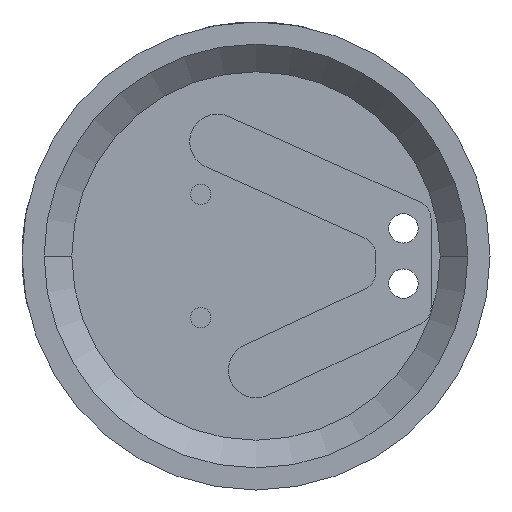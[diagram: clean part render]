
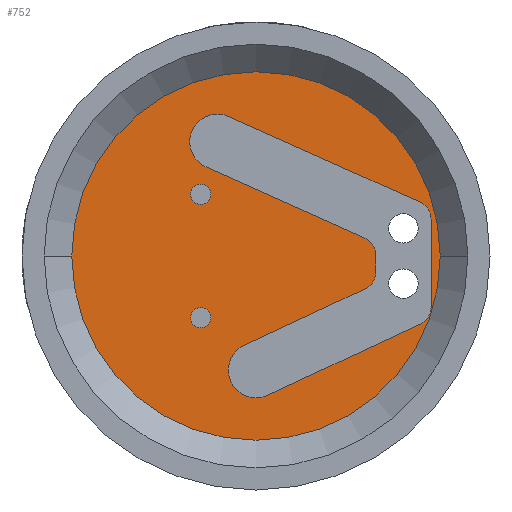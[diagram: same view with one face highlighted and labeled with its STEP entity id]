
A CAD part, front view. The second image highlights one B-rep face of the part: STEP entity #752.
In plain terms, the highlighted planar face has unit normal (0, -1, 0).
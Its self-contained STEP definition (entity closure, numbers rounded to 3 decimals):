
#1=CARTESIAN_POINT('',(-3.,0.,3.35));
#2=DIRECTION('',(0.,1.,0.));
#3=DIRECTION('',(-1.,0.,0.));
#4=AXIS2_PLACEMENT_3D('',#1,#2,#3);
#6=CARTESIAN_POINT('',(-3.,0.,3.35));
#7=DIRECTION('',(0.,1.,0.));
#8=DIRECTION('',(1.,0.,0.));
#9=AXIS2_PLACEMENT_3D('',#6,#7,#8);
#11=CARTESIAN_POINT('',(-3.,0.,-3.35));
#12=DIRECTION('',(0.,-1.,0.));
#13=DIRECTION('',(-1.,0.,0.));
#14=AXIS2_PLACEMENT_3D('',#11,#12,#13);
#16=CARTESIAN_POINT('',(-3.,0.,-3.35));
#17=DIRECTION('',(0.,-1.,0.));
#18=DIRECTION('',(1.,0.,0.));
#19=AXIS2_PLACEMENT_3D('',#16,#17,#18);
#21=CARTESIAN_POINT('',(0.,0.,
0.));
#22=DIRECTION('',(0.,-1.,0.));
#23=DIRECTION('',(0.,0.,-1.));
#24=AXIS2_PLACEMENT_3D('',#21,#22,#23);
#26=CARTESIAN_POINT('',(0.,0.,
0.));
#27=DIRECTION('',(0.,-1.,0.));
#28=DIRECTION('',(0.,0.,1.));
#29=AXIS2_PLACEMENT_3D('',#26,#27,#28);
#31=CARTESIAN_POINT('',(5.5,0.,0.063));
#32=DIRECTION('',(0.,-1.,0.));
#33=DIRECTION('',(1.,0.,0.));
#34=AXIS2_PLACEMENT_3D('',#31,#32,#33);
#36=DIRECTION('',(0.,0.,-1.));
#37=VECTOR('',#36,0.938);
#38=CARTESIAN_POINT('',(6.5,0.,0.063));
#39=LINE('',#38,#37);
#40=CARTESIAN_POINT('',(5.5,0.,-0.875));
#41=DIRECTION('',(0.,-1.,0.));
#42=DIRECTION('',(0.423,0.,-0.906));
#43=AXIS2_PLACEMENT_3D('',#40,#41,#42);
#45=DIRECTION('',(-0.906,0.,-0.423));
#46=VECTOR('',#45,7.236);
#47=CARTESIAN_POINT('',(5.923,0.,-1.781));
#48=LINE('',#47,#46);
#49=CARTESIAN_POINT('',(0.,0.,-6.2));
#50=DIRECTION('',(0.,-1.,0.));
#51=DIRECTION('',(-0.423,0.,0.906));
#52=AXIS2_PLACEMENT_3D('',#49,#50,#51);
#54=DIRECTION('',(0.906,0.,0.423));
#55=VECTOR('',#54,9.146);
#56=CARTESIAN_POINT('',(0.634,0.,-7.559));
#57=LINE('',#56,#55);
#58=DIRECTION('',(0.,0.,1.));
#59=VECTOR('',#58,4.794);
#60=CARTESIAN_POINT('',(9.5,0.,-2.786));
#61=LINE('',#60,#59);
#62=DIRECTION('',(-0.913,0.,0.408));
#63=VECTOR('',#62,11.388);
#64=CARTESIAN_POINT('',(8.908,0.,2.921));
#65=LINE('',#64,#63);
#66=CARTESIAN_POINT('',(-2.1,0.,6.2));
#67=DIRECTION('',(0.,-1.,0.));
#68=DIRECTION('',(0.408,0.,0.913));
#69=AXIS2_PLACEMENT_3D('',#66,#67,#68);
#71=DIRECTION('',(0.913,0.,-0.408));
#72=VECTOR('',#71,9.443);
#73=CARTESIAN_POINT('',(-2.712,0.,4.831));
#74=LINE('',#73,#72);
#445=CARTESIAN_POINT('',(8.5,0.,2.008));
#446=DIRECTION('',(0.,1.,0.));
#447=DIRECTION('',(0.408,0.,0.913));
#448=AXIS2_PLACEMENT_3D('',#445,#446,#447);
#458=CARTESIAN_POINT('',(8.5,0.,-2.786));
#459=DIRECTION('',(0.,1.,0.));
#460=DIRECTION('',(1.,0.,0.));
#461=AXIS2_PLACEMENT_3D('',#458,#459,#460);
#587=CARTESIAN_POINT('',(-1.488,0.,7.569));
#588=CARTESIAN_POINT('',(-2.712,0.,4.831));
#589=VERTEX_POINT('',#587);
#590=VERTEX_POINT('',#588);
#591=CARTESIAN_POINT('',(-0.634,0.,-4.841));
#592=CARTESIAN_POINT('',(0.634,0.,-7.559));
#593=VERTEX_POINT('',#591);
#594=VERTEX_POINT('',#592);
#607=CARTESIAN_POINT('',(-3.55,0.,3.35));
#608=CARTESIAN_POINT('',(-2.45,0.,3.35));
#609=VERTEX_POINT('',#607);
#610=VERTEX_POINT('',#608);
#615=CARTESIAN_POINT('',(-3.55,0.,-3.35));
#616=CARTESIAN_POINT('',(-2.45,0.,-3.35));
#617=VERTEX_POINT('',#615);
#618=VERTEX_POINT('',#616);
#663=CARTESIAN_POINT('',(0.,0.,-11.45));
#664=CARTESIAN_POINT('',(0.,0.,11.45));
#665=VERTEX_POINT('',#663);
#666=VERTEX_POINT('',#664);
#675=CARTESIAN_POINT('',(8.908,0.,2.921));
#676=VERTEX_POINT('',#675);
#677=CARTESIAN_POINT('',(9.5,0.,2.008));
#678=VERTEX_POINT('',#677);
#683=CARTESIAN_POINT('',(9.5,0.,-2.786));
#684=VERTEX_POINT('',#683);
#685=CARTESIAN_POINT('',(8.923,0.,-3.692));
#686=VERTEX_POINT('',#685);
#687=CARTESIAN_POINT('',(6.5,0.,0.063));
#688=CARTESIAN_POINT('',(5.908,0.,0.976));
#689=VERTEX_POINT('',#687);
#690=VERTEX_POINT('',#688);
#695=CARTESIAN_POINT('',(5.923,0.,-1.781));
#696=CARTESIAN_POINT('',(6.5,0.,-0.875));
#697=VERTEX_POINT('',#695);
#698=VERTEX_POINT('',#696);
#703=CARTESIAN_POINT('',(0.,0.,0.));
#704=DIRECTION('',(0.,1.,0.));
#705=DIRECTION('',(1.,0.,0.));
#706=AXIS2_PLACEMENT_3D('',#703,#704,#705);
#707=PLANE('',#706);
#709=ORIENTED_EDGE('',*,*,#708,.F.);
#711=ORIENTED_EDGE('',*,*,#710,.F.);
#712=EDGE_LOOP('',(#709,#711));
#713=FACE_OUTER_BOUND('',#712,.F.);
#715=ORIENTED_EDGE('',*,*,#714,.F.);
#717=ORIENTED_EDGE('',*,*,#716,.F.);
#718=EDGE_LOOP('',(#715,#717));
#719=FACE_BOUND('',#718,.F.);
#721=ORIENTED_EDGE('',*,*,#720,.T.);
#723=ORIENTED_EDGE('',*,*,#722,.T.);
#724=EDGE_LOOP('',(#721,#723));
#725=FACE_BOUND('',#724,.F.);
#727=ORIENTED_EDGE('',*,*,#726,.F.);
#729=ORIENTED_EDGE('',*,*,#728,.T.);
#731=ORIENTED_EDGE('',*,*,#730,.F.);
#733=ORIENTED_EDGE('',*,*,#732,.T.);
#735=ORIENTED_EDGE('',*,*,#734,.T.);
#737=ORIENTED_EDGE('',*,*,#736,.T.);
#739=ORIENTED_EDGE('',*,*,#738,.F.);
#741=ORIENTED_EDGE('',*,*,#740,.T.);
#743=ORIENTED_EDGE('',*,*,#742,.F.);
#745=ORIENTED_EDGE('',*,*,#744,.T.);
#747=ORIENTED_EDGE('',*,*,#746,.T.);
#749=ORIENTED_EDGE('',*,*,#748,.T.);
#750=EDGE_LOOP('',(#727,#729,#731,#733,#735,#737,#739,#741,#743,#745,#747,
#749));
#751=FACE_BOUND('',#750,.F.);
#752=ADVANCED_FACE('',(#713,#719,#725,#751),#707,.F.);
#5=CIRCLE('',#4,0.55);
#10=CIRCLE('',#9,0.55);
#15=CIRCLE('',#14,0.55);
#20=CIRCLE('',#19,0.55);
#25=CIRCLE('',#24,11.45);
#30=CIRCLE('',#29,11.45);
#35=CIRCLE('',#34,1.);
#44=CIRCLE('',#43,1.);
#53=CIRCLE('',#52,1.5);
#70=CIRCLE('',#69,1.5);
#449=CIRCLE('',#448,1.);
#462=CIRCLE('',#461,1.);
#708=EDGE_CURVE('',#665,#666,#25,.T.);
#710=EDGE_CURVE('',#666,#665,#30,.T.);
#714=EDGE_CURVE('',#609,#610,#5,.T.);
#716=EDGE_CURVE('',#610,#609,#10,.T.);
#720=EDGE_CURVE('',#617,#618,#15,.T.);
#722=EDGE_CURVE('',#618,#617,#20,.T.);
#726=EDGE_CURVE('',#689,#690,#35,.T.);
#728=EDGE_CURVE('',#689,#698,#39,.T.);
#730=EDGE_CURVE('',#697,#698,#44,.T.);
#732=EDGE_CURVE('',#697,#593,#48,.T.);
#734=EDGE_CURVE('',#593,#594,#53,.T.);
#736=EDGE_CURVE('',#594,#686,#57,.T.);
#738=EDGE_CURVE('',#684,#686,#462,.T.);
#740=EDGE_CURVE('',#684,#678,#61,.T.);
#742=EDGE_CURVE('',#676,#678,#449,.T.);
#744=EDGE_CURVE('',#676,#589,#65,.T.);
#746=EDGE_CURVE('',#589,#590,#70,.T.);
#748=EDGE_CURVE('',#590,#690,#74,.T.);
